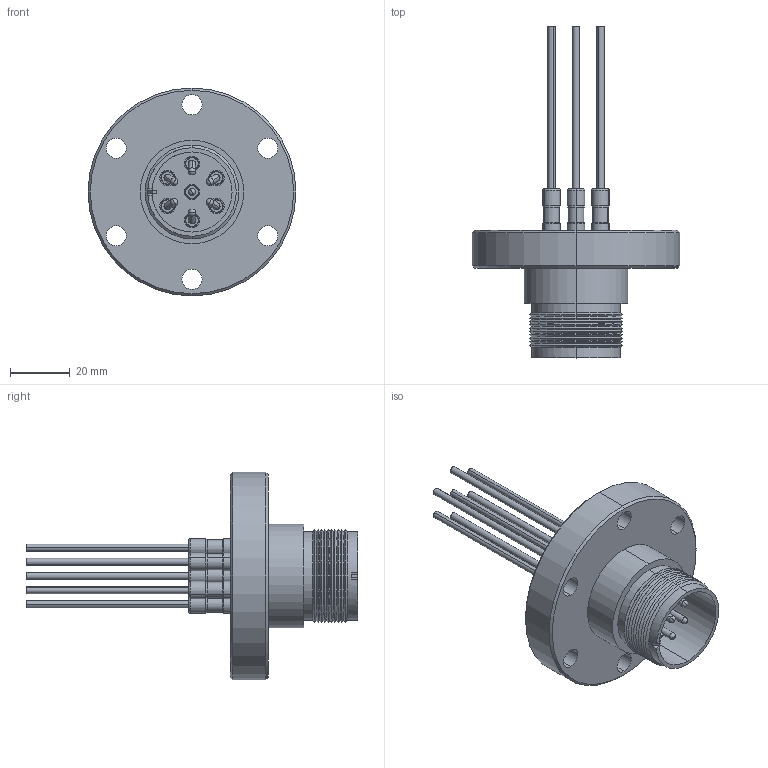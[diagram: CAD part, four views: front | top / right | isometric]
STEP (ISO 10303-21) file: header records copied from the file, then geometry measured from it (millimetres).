
FILE_DESCRIPTION (( 'STEP AP203' ), '1' );
FILE_NAME ('A0752-1-CF.STEP', '2013-03-20T18:11:21', ( '' ), ( '' ), 'SwSTEP 2.0', 'SolidWorks 2012', '' );
FILE_SCHEMA (( 'CONFIG_CONTROL_DESIGN' ));
Length unit declared in the file: inch
Products named in the file (1): A0752-1-CF
Bounding box: 69.85 x 111.51 x 69.85 mm (x, y, z)
Volume: 49205.2 mm3; surface area: 26954.2 mm2
Topology: 1 solids, 8 shells, 436 faces, 932 edges, 556 vertices
Faces by surface type: cylinder 192, cone 130, plane 72, torus 40, sphere 2
Entity records: 11869 total; most frequent: DIRECTION 2281, CARTESIAN_POINT 2078, ORIENTED_EDGE 1856, AXIS2_PLACEMENT_3D 969, EDGE_CURVE 928, VERTEX_POINT 554, CIRCLE 532, EDGE_LOOP 508
